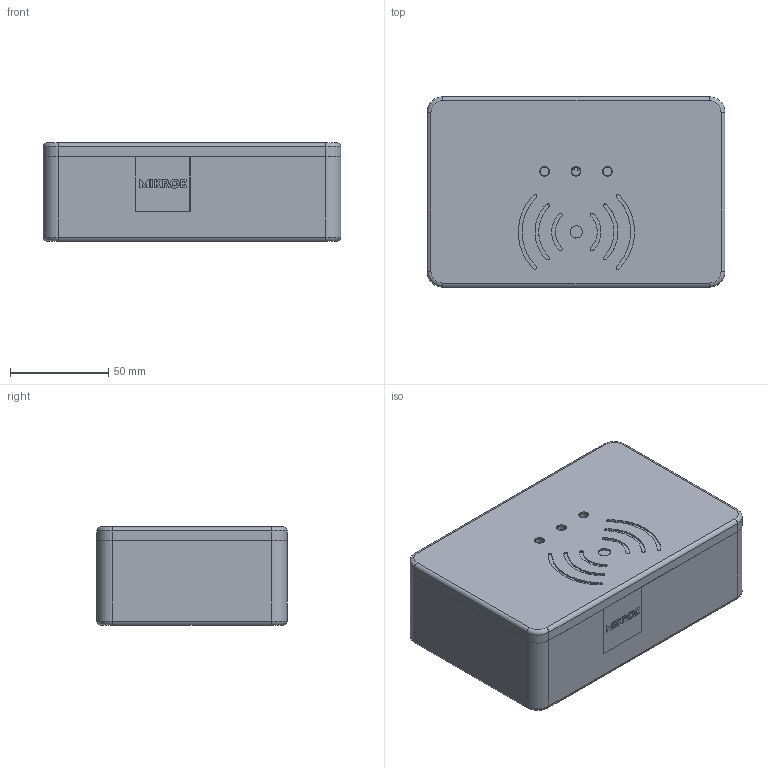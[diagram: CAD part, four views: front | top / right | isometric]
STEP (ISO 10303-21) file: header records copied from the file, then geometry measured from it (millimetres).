
FILE_DESCRIPTION(('FreeCAD Model'),'2;1');
FILE_NAME('Open CASCADE Shape Model','2023-09-27T14:19:00',('Author'),( ''),'Open CASCADE STEP processor 7.6','FreeCAD','Unknown');
FILE_SCHEMA(('AUTOMOTIVE_DESIGN { 1 0 10303 214 1 1 1 1 }'));
Length unit declared in the file: millimetre
Products named in the file (10): _312_Case; 2312_Bottom; Bottom_case; Bottom_text; 2312_Top; top_case; Corps001; 2312_Mikroe; Mikroe_cache; Corps
Assembly tree (9 placements, depth 3):
  _312_Case
    2312_Bottom
      Bottom_case
      Bottom_text
    2312_Top
      top_case
      Corps001
    2312_Mikroe
      Mikroe_cache
      Corps
Bounding box: 152 x 97 x 50 mm (x, y, z)
Volume: 181411.4 mm3; surface area: 130102.7 mm2
Topology: 6 solids, 6 shells, 1064 faces, 2758 edges, 1815 vertices
Faces by surface type: plane 646, extrusion 278, cylinder 110, torus 18, revolution 12
Full cylindrical faces by diameter (mm): 3.2 x4, 3.3 x6, 4 x10, 4.4 x3, 5 x3, 5.3 x2, 10 x1
Entity records: 33728 total; most frequent: CARTESIAN_POINT 8269, ORIENTED_EDGE 5516, DIRECTION 4326, EDGE_CURVE 2758, VECTOR 2214, LINE 1936, VERTEX_POINT 1815, FACE_BOUND 1189
